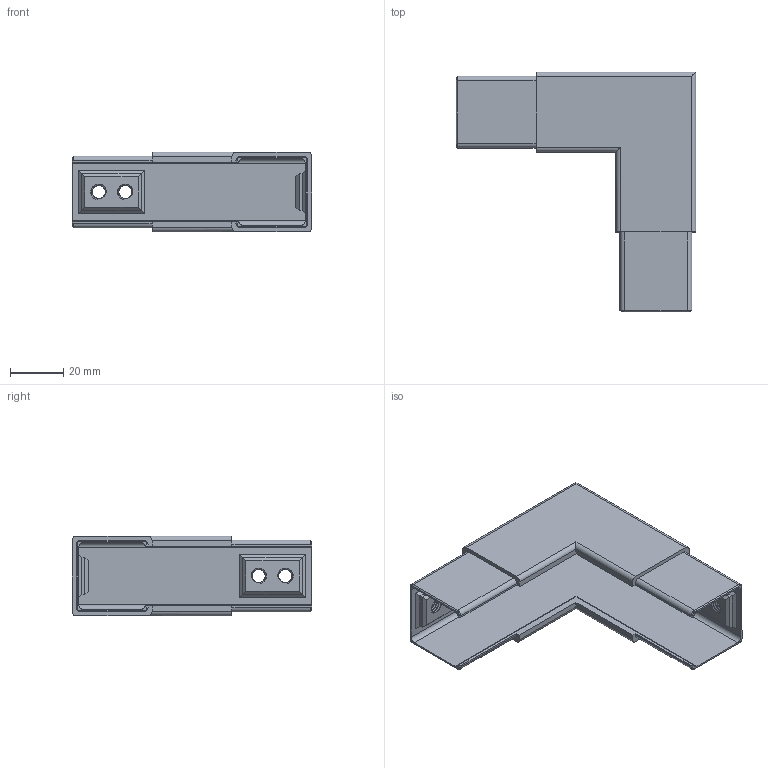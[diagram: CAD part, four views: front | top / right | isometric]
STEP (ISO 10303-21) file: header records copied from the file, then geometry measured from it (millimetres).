
FILE_DESCRIPTION(/* description */ (''),/* implementation_level */ '2;1');
FILE_NAME(/* name */ '2009_Cosch_Edelstahltechnik.stp',/* time_stamp */ '2018-08-27T19:29:02+02:00',/* author */ (''),/* organization */ (''),/* preprocessor_version */ 'ST-DEVELOPER v16',/* originating_system */ 'SIEMENS PLM Software NX 11.0',/* authorisation */ '');
FILE_SCHEMA (('AUTOMOTIVE_DESIGN { 1 0 10303 214 3 1 1 1 }'));
Length unit declared in the file: millimetre
Products named in the file (1): Goge0458A95D4mjo
Bounding box: 90 x 90 x 30 mm (x, y, z)
Volume: 27964.4 mm3; surface area: 27421.9 mm2
Topology: 1 solids, 1 shells, 112 faces, 286 edges, 178 vertices
Faces by surface type: plane 64, cylinder 32, bspline 8, cone 8
Entity records: 8642 total; most frequent: CARTESIAN_POINT 5929, ORIENTED_EDGE 572, DIRECTION 528, EDGE_CURVE 286, LINE 190, VECTOR 190, VERTEX_POINT 178, AXIS2_PLACEMENT_3D 169
